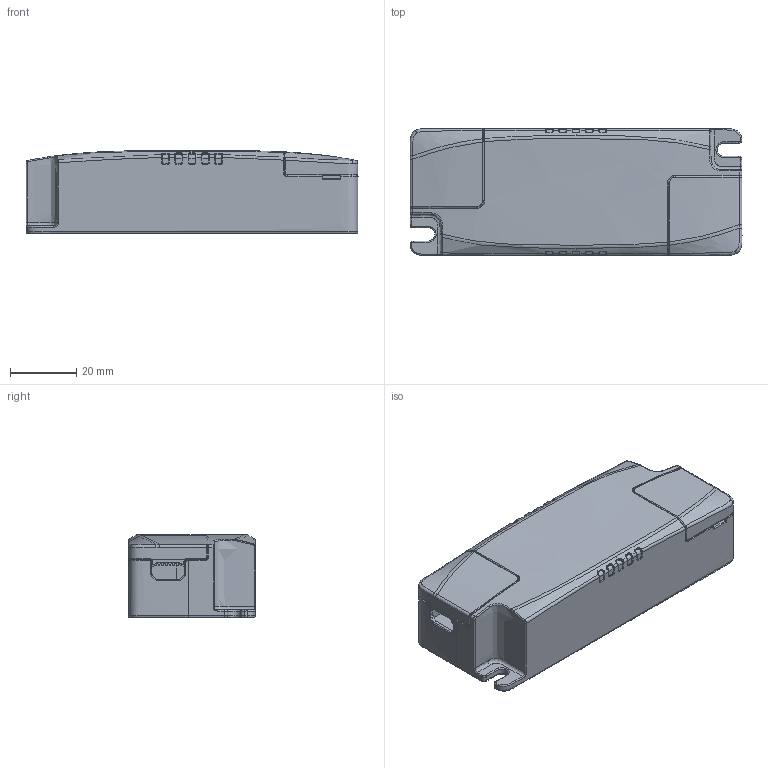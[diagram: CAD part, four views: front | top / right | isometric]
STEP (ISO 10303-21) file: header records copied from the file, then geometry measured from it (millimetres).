
FILE_DESCRIPTION(/* description */ (''),/* implementation_level */ '2;1');
FILE_NAME(/* name */ 'LS-12W~2',/* time_stamp */ '2023-06-01T08:25:31+08:00',/* author */ (''),/* organization */ (''),/* preprocessor_version */ 'ST-DEVELOPER v16.5',/* originating_system */ '',/* authorisation */ '');
FILE_SCHEMA (('AUTOMOTIVE_DESIGN'));
Length unit declared in the file: millimetre
Products named in the file (1): Document
Bounding box: 100 x 38.2 x 25 mm (x, y, z)
Volume: 75073.1 mm3; surface area: 19282.4 mm2
Topology: 1 solids, 3 shells, 639 faces, 1643 edges, 1006 vertices
Faces by surface type: bspline 459, plane 180
Entity records: 37485 total; most frequent: CARTESIAN_POINT 27100, ORIENTED_EDGE 3290, EDGE_CURVE 1647, B_SPLINE_CURVE_WITH_KNOTS 1584, VERTEX_POINT 1006, ADVANCED_FACE 639, FACE_OUTER_BOUND 639, EDGE_LOOP 639
